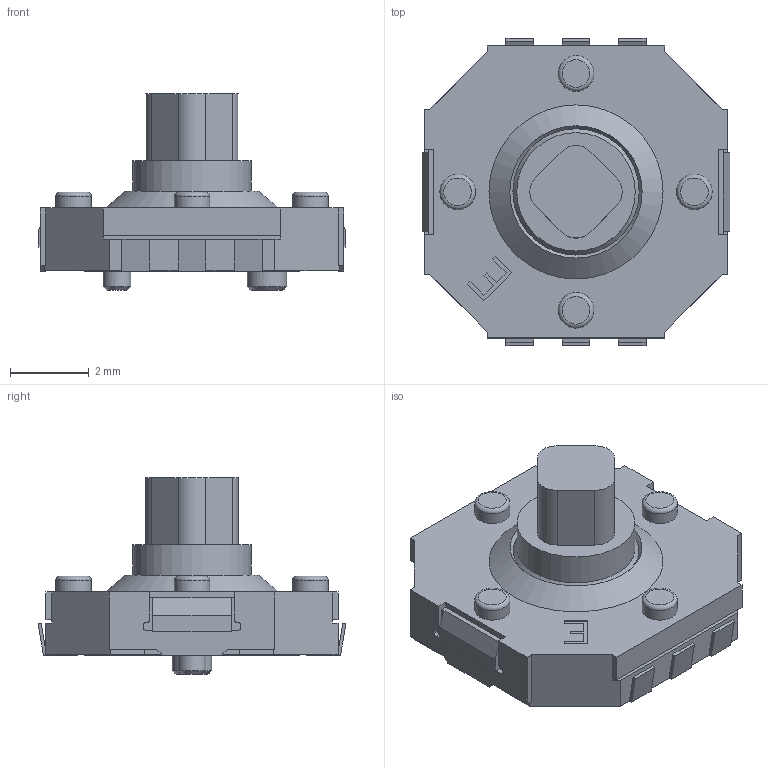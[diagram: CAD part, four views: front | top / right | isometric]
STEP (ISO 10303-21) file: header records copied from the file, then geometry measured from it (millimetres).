
FILE_DESCRIPTION((' '),'2;1');
FILE_NAME('JS1400AVQ.stp','2017-07-27T08:50:51',(' '),(' '),' ','ACIS',' ');
FILE_SCHEMA(('CONFIG_CONTROL_DESIGN'));
Length unit declared in the file: inch
Products named in the file (3): JS1400AVQ.stp; Body1; Body2
Assembly tree (2 placements, depth 2):
  JS1400AVQ.stp
    Body1
    Body2
Bounding box: 7.8 x 7.8 x 4.99 mm (x, y, z)
Volume: 79 mm3; surface area: 326.6 mm2
Topology: 2 solids, 6 shells, 253 faces, 638 edges, 420 vertices
Faces by surface type: plane 199, cylinder 44, cone 6, torus 4
Full cylindrical faces by diameter (mm): 0.7 x14, 0.75 x4, 0.9 x4, 1 x1, 3 x1
Entity records: 7724 total; most frequent: CARTESIAN_POINT 1280, DIRECTION 1218, ORIENTED_EDGE 1206, EDGE_CURVE 603, VECTOR 504, LINE 504, VERTEX_POINT 419, AXIS2_PLACEMENT_3D 357
